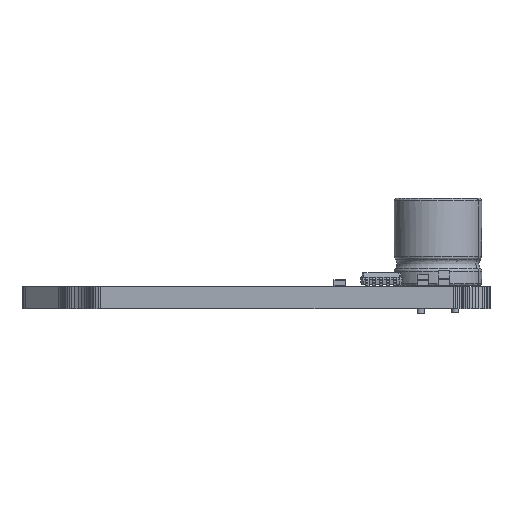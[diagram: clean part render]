
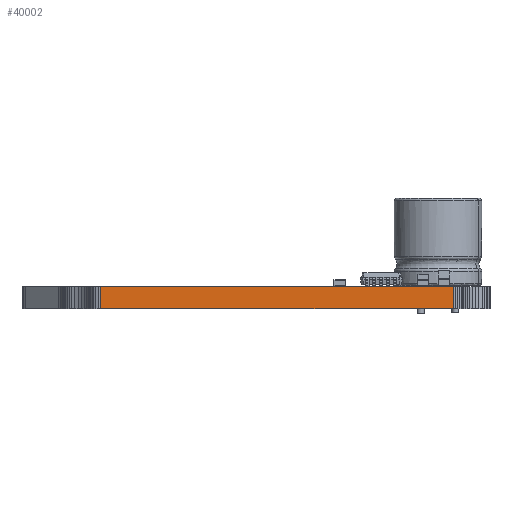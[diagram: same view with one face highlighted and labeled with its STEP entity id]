
A CAD part, left-side view. The second image highlights one B-rep face of the part: STEP entity #40002.
In plain terms, the highlighted planar face has unit normal (-1, 0, 0).
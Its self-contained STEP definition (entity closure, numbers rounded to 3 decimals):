
#24648 = PLANE('',#24649);
#24649 = AXIS2_PLACEMENT_3D('',#24650,#24651,#24652);
#24650 = CARTESIAN_POINT('',(30.659,14.031,1.6));
#24651 = DIRECTION('',(-0.,-0.,-1.));
#24652 = DIRECTION('',(-1.,0.,0.));
#24702 = PLANE('',#24703);
#24703 = AXIS2_PLACEMENT_3D('',#24704,#24705,#24706);
#24704 = CARTESIAN_POINT('',(30.659,14.031,0.));
#24705 = DIRECTION('',(-0.,-0.,-1.));
#24706 = DIRECTION('',(-1.,0.,0.));
#26463 = VERTEX_POINT('',#26464);
#26464 = CARTESIAN_POINT('',(2.2,4.828,0.));
#26478 = PLANE('',#26479);
#26479 = AXIS2_PLACEMENT_3D('',#26480,#26481,#26482);
#26480 = CARTESIAN_POINT('',(2.217,4.665,0.));
#26481 = DIRECTION('',(-0.995,-0.103,0.));
#26482 = DIRECTION('',(-0.103,0.995,0.));
#26490 = EDGE_CURVE('',#26463,#26491,#26493,.T.);
#26491 = VERTEX_POINT('',#26492);
#26492 = CARTESIAN_POINT('',(2.2,30.172,0.));
#26493 = SURFACE_CURVE('',#26494,(#26498,#26505),.PCURVE_S1.);
#26494 = LINE('',#26495,#26496);
#26495 = CARTESIAN_POINT('',(2.2,4.828,0.));
#26496 = VECTOR('',#26497,1.);
#26497 = DIRECTION('',(0.,1.,0.));
#26498 = PCURVE('',#24702,#26499);
#26499 = DEFINITIONAL_REPRESENTATION('',(#26500),#26504);
#26500 = LINE('',#26501,#26502);
#26501 = CARTESIAN_POINT('',(28.459,-9.203));
#26502 = VECTOR('',#26503,1.);
#26503 = DIRECTION('',(0.,1.));
#26504 = ( GEOMETRIC_REPRESENTATION_CONTEXT(2) 
PARAMETRIC_REPRESENTATION_CONTEXT() REPRESENTATION_CONTEXT('2D SPACE',''
  ) );
#26505 = PCURVE('',#26506,#26511);
#26506 = PLANE('',#26507);
#26507 = AXIS2_PLACEMENT_3D('',#26508,#26509,#26510);
#26508 = CARTESIAN_POINT('',(2.2,4.828,0.));
#26509 = DIRECTION('',(-1.,0.,0.));
#26510 = DIRECTION('',(0.,1.,0.));
#26511 = DEFINITIONAL_REPRESENTATION('',(#26512),#26516);
#26512 = LINE('',#26513,#26514);
#26513 = CARTESIAN_POINT('',(0.,0.));
#26514 = VECTOR('',#26515,1.);
#26515 = DIRECTION('',(1.,0.));
#26516 = ( GEOMETRIC_REPRESENTATION_CONTEXT(2) 
PARAMETRIC_REPRESENTATION_CONTEXT() REPRESENTATION_CONTEXT('2D SPACE',''
  ) );
#26534 = PLANE('',#26535);
#26535 = AXIS2_PLACEMENT_3D('',#26536,#26537,#26538);
#26536 = CARTESIAN_POINT('',(2.2,30.172,0.));
#26537 = DIRECTION('',(-0.995,0.102,0.));
#26538 = DIRECTION('',(0.102,0.995,0.));
#33781 = VERTEX_POINT('',#33782);
#33782 = CARTESIAN_POINT('',(2.2,4.828,1.6));
#33803 = EDGE_CURVE('',#33781,#33804,#33806,.T.);
#33804 = VERTEX_POINT('',#33805);
#33805 = CARTESIAN_POINT('',(2.2,30.172,1.6));
#33806 = SURFACE_CURVE('',#33807,(#33811,#33818),.PCURVE_S1.);
#33807 = LINE('',#33808,#33809);
#33808 = CARTESIAN_POINT('',(2.2,4.828,1.6));
#33809 = VECTOR('',#33810,1.);
#33810 = DIRECTION('',(0.,1.,0.));
#33811 = PCURVE('',#24648,#33812);
#33812 = DEFINITIONAL_REPRESENTATION('',(#33813),#33817);
#33813 = LINE('',#33814,#33815);
#33814 = CARTESIAN_POINT('',(28.459,-9.203));
#33815 = VECTOR('',#33816,1.);
#33816 = DIRECTION('',(0.,1.));
#33817 = ( GEOMETRIC_REPRESENTATION_CONTEXT(2) 
PARAMETRIC_REPRESENTATION_CONTEXT() REPRESENTATION_CONTEXT('2D SPACE',''
  ) );
#33818 = PCURVE('',#26506,#33819);
#33819 = DEFINITIONAL_REPRESENTATION('',(#33820),#33824);
#33820 = LINE('',#33821,#33822);
#33821 = CARTESIAN_POINT('',(0.,-1.6));
#33822 = VECTOR('',#33823,1.);
#33823 = DIRECTION('',(1.,0.));
#33824 = ( GEOMETRIC_REPRESENTATION_CONTEXT(2) 
PARAMETRIC_REPRESENTATION_CONTEXT() REPRESENTATION_CONTEXT('2D SPACE',''
  ) );
#39952 = EDGE_CURVE('',#26491,#33804,#39953,.T.);
#39953 = SURFACE_CURVE('',#39954,(#39958,#39965),.PCURVE_S1.);
#39954 = LINE('',#39955,#39956);
#39955 = CARTESIAN_POINT('',(2.2,30.172,0.));
#39956 = VECTOR('',#39957,1.);
#39957 = DIRECTION('',(0.,0.,1.));
#39958 = PCURVE('',#26534,#39959);
#39959 = DEFINITIONAL_REPRESENTATION('',(#39960),#39964);
#39960 = LINE('',#39961,#39962);
#39961 = CARTESIAN_POINT('',(0.,0.));
#39962 = VECTOR('',#39963,1.);
#39963 = DIRECTION('',(0.,-1.));
#39964 = ( GEOMETRIC_REPRESENTATION_CONTEXT(2) 
PARAMETRIC_REPRESENTATION_CONTEXT() REPRESENTATION_CONTEXT('2D SPACE',''
  ) );
#39965 = PCURVE('',#26506,#39966);
#39966 = DEFINITIONAL_REPRESENTATION('',(#39967),#39971);
#39967 = LINE('',#39968,#39969);
#39968 = CARTESIAN_POINT('',(25.343,0.));
#39969 = VECTOR('',#39970,1.);
#39970 = DIRECTION('',(0.,-1.));
#39971 = ( GEOMETRIC_REPRESENTATION_CONTEXT(2) 
PARAMETRIC_REPRESENTATION_CONTEXT() REPRESENTATION_CONTEXT('2D SPACE',''
  ) );
#40002 = ADVANCED_FACE('',(#40003),#26506,.T.);
#40003 = FACE_BOUND('',#40004,.T.);
#40004 = EDGE_LOOP('',(#40005,#40026,#40027,#40028));
#40005 = ORIENTED_EDGE('',*,*,#40006,.T.);
#40006 = EDGE_CURVE('',#26463,#33781,#40007,.T.);
#40007 = SURFACE_CURVE('',#40008,(#40012,#40019),.PCURVE_S1.);
#40008 = LINE('',#40009,#40010);
#40009 = CARTESIAN_POINT('',(2.2,4.828,0.));
#40010 = VECTOR('',#40011,1.);
#40011 = DIRECTION('',(0.,0.,1.));
#40012 = PCURVE('',#26506,#40013);
#40013 = DEFINITIONAL_REPRESENTATION('',(#40014),#40018);
#40014 = LINE('',#40015,#40016);
#40015 = CARTESIAN_POINT('',(0.,0.));
#40016 = VECTOR('',#40017,1.);
#40017 = DIRECTION('',(0.,-1.));
#40018 = ( GEOMETRIC_REPRESENTATION_CONTEXT(2) 
PARAMETRIC_REPRESENTATION_CONTEXT() REPRESENTATION_CONTEXT('2D SPACE',''
  ) );
#40019 = PCURVE('',#26478,#40020);
#40020 = DEFINITIONAL_REPRESENTATION('',(#40021),#40025);
#40021 = LINE('',#40022,#40023);
#40022 = CARTESIAN_POINT('',(0.164,0.));
#40023 = VECTOR('',#40024,1.);
#40024 = DIRECTION('',(0.,-1.));
#40025 = ( GEOMETRIC_REPRESENTATION_CONTEXT(2) 
PARAMETRIC_REPRESENTATION_CONTEXT() REPRESENTATION_CONTEXT('2D SPACE',''
  ) );
#40026 = ORIENTED_EDGE('',*,*,#33803,.T.);
#40027 = ORIENTED_EDGE('',*,*,#39952,.F.);
#40028 = ORIENTED_EDGE('',*,*,#26490,.F.);
